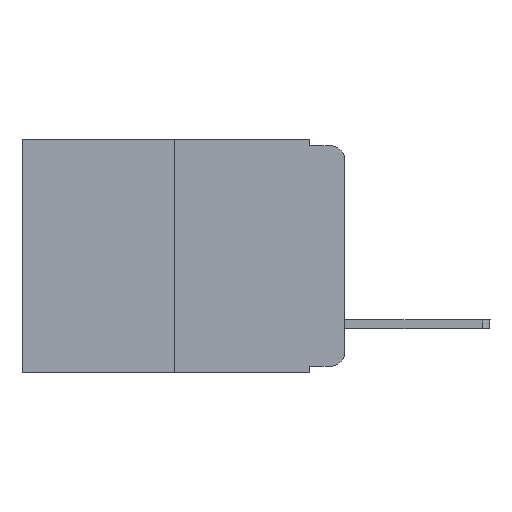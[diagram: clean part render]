
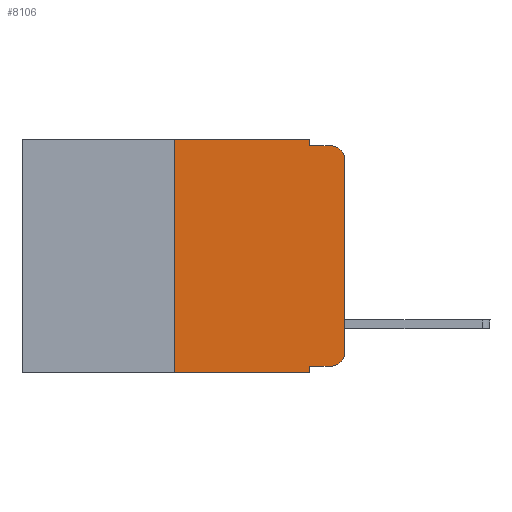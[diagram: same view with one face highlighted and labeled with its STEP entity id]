
A CAD part, left-side view. The second image highlights one B-rep face of the part: STEP entity #8106.
In plain terms, the highlighted planar face has unit normal (-1, 0, 0).
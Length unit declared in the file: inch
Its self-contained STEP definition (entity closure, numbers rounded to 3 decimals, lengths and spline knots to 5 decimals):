
#447 = CARTESIAN_POINT ( 'NONE',  ( 0., 0., -0.313 ) ) ;
#614 = VERTEX_POINT ( 'NONE', #447 ) ;
#684 = CARTESIAN_POINT ( 'NONE',  ( 0., 0.02, -0.03 ) ) ;
#740 = VERTEX_POINT ( 'NONE', #18372 ) ;
#953 = VECTOR ( 'NONE', #11661, 39.37008 ) ;
#1039 = DIRECTION ( 'NONE',  ( -1., 0., 0. ) ) ;
#1089 = EDGE_CURVE ( 'NONE', #10616, #1102, #16252, .T. ) ;
#1102 = VERTEX_POINT ( 'NONE', #13327 ) ;
#1111 = EDGE_CURVE ( 'NONE', #740, #7677, #15383, .T. ) ;
#1213 = CARTESIAN_POINT ( 'NONE',  ( 0., 0.051, 0. ) ) ;
#1305 = CARTESIAN_POINT ( 'NONE',  ( 0., 0.051, -0.333 ) ) ;
#1311 = CARTESIAN_POINT ( 'NONE',  ( 0., 0., -0.03 ) ) ;
#1519 = EDGE_CURVE ( 'NONE', #740, #6198, #2579, .T. ) ;
#1814 = VERTEX_POINT ( 'NONE', #9860 ) ;
#1921 = CARTESIAN_POINT ( 'NONE',  ( 0., 0.02, -0.333 ) ) ;
#2208 = ORIENTED_EDGE ( 'NONE', *, *, #17472, .F. ) ;
#2512 = CARTESIAN_POINT ( 'NONE',  ( 0., 0.02, -0.313 ) ) ;
#2579 = LINE ( 'NONE', #16835, #13524 ) ;
#2952 = FACE_OUTER_BOUND ( 'NONE', #11030, .T. ) ;
#2967 = VERTEX_POINT ( 'NONE', #1311 ) ;
#3423 = DIRECTION ( 'NONE',  ( 0., 0., -1. ) ) ;
#3601 = LINE ( 'NONE', #13042, #19306 ) ;
#3974 = LINE ( 'NONE', #4166, #17619 ) ;
#4166 = CARTESIAN_POINT ( 'NONE',  ( 0., 0.473, 0. ) ) ;
#4327 = LINE ( 'NONE', #1305, #8085 ) ;
#4501 = ORIENTED_EDGE ( 'NONE', *, *, #1111, .T. ) ;
#4955 = CARTESIAN_POINT ( 'NONE',  ( 0., 0.25, 0. ) ) ;
#5203 = VERTEX_POINT ( 'NONE', #20504 ) ;
#5324 = CARTESIAN_POINT ( 'NONE',  ( 0., 0.051, 0. ) ) ;
#5614 = DIRECTION ( 'NONE',  ( 0., -1., 0. ) ) ;
#5722 = DIRECTION ( 'NONE',  ( 0., -1., 0. ) ) ;
#5946 = VECTOR ( 'NONE', #12159, 39.37008 ) ;
#6198 = VERTEX_POINT ( 'NONE', #4955 ) ;
#6612 = EDGE_CURVE ( 'NONE', #1814, #7677, #3601, .T. ) ;
#6640 = CARTESIAN_POINT ( 'NONE',  ( 0., 0.051, -0.343 ) ) ;
#6684 = AXIS2_PLACEMENT_3D ( 'NONE', #684, #7060, #3423 ) ;
#7060 = DIRECTION ( 'NONE',  ( -1., 0., 0. ) ) ;
#7184 = CARTESIAN_POINT ( 'NONE',  ( 0., 0., 0. ) ) ;
#7317 = ORIENTED_EDGE ( 'NONE', *, *, #6612, .F. ) ;
#7374 = ORIENTED_EDGE ( 'NONE', *, *, #1089, .F. ) ;
#7389 = LINE ( 'NONE', #13614, #19443 ) ;
#7677 = VERTEX_POINT ( 'NONE', #6640 ) ;
#8061 = CIRCLE ( 'NONE', #6684, 0.02 ) ;
#8085 = VECTOR ( 'NONE', #13991, 39.37008 ) ;
#8106 = ADVANCED_FACE ( 'NONE', ( #2952 ), #15832, .F. ) ;
#8875 = DIRECTION ( 'NONE',  ( 0., 0., -1. ) ) ;
#9126 = ORIENTED_EDGE ( 'NONE', *, *, #11824, .F. ) ;
#9860 = CARTESIAN_POINT ( 'NONE',  ( 0., 0.051, -0.333 ) ) ;
#10088 = ORIENTED_EDGE ( 'NONE', *, *, #16253, .T. ) ;
#10616 = VERTEX_POINT ( 'NONE', #1213 ) ;
#11030 = EDGE_LOOP ( 'NONE', ( #11810, #15782, #2208, #7374, #9126, #17784, #4501, #7317, #10088, #14838 ) ) ;
#11661 = DIRECTION ( 'NONE',  ( 0., 0., -1. ) ) ;
#11810 = ORIENTED_EDGE ( 'NONE', *, *, #19810, .T. ) ;
#11824 = EDGE_CURVE ( 'NONE', #6198, #10616, #3974, .T. ) ;
#12159 = DIRECTION ( 'NONE',  ( 0., -1., 0. ) ) ;
#12613 = DIRECTION ( 'NONE',  ( 0., 0., -1. ) ) ;
#13042 = CARTESIAN_POINT ( 'NONE',  ( 0., 0.051, 0. ) ) ;
#13327 = CARTESIAN_POINT ( 'NONE',  ( 0., 0.051, -0.01 ) ) ;
#13342 = AXIS2_PLACEMENT_3D ( 'NONE', #2512, #1039, #8875 ) ;
#13524 = VECTOR ( 'NONE', #18218, 39.37008 ) ;
#13614 = CARTESIAN_POINT ( 'NONE',  ( 0., 0.051, -0.01 ) ) ;
#13759 = EDGE_CURVE ( 'NONE', #2967, #5203, #8061, .T. ) ;
#13991 = DIRECTION ( 'NONE',  ( 0., -1., 0. ) ) ;
#14171 = DIRECTION ( 'NONE',  ( 1., 0., 0. ) ) ;
#14210 = VERTEX_POINT ( 'NONE', #1921 ) ;
#14675 = DIRECTION ( 'NONE',  ( 0., 0., 1. ) ) ;
#14775 = EDGE_CURVE ( 'NONE', #14210, #614, #19979, .T. ) ;
#14838 = ORIENTED_EDGE ( 'NONE', *, *, #14775, .T. ) ;
#14970 = LINE ( 'NONE', #7184, #16194 ) ;
#15383 = LINE ( 'NONE', #20072, #5946 ) ;
#15731 = CARTESIAN_POINT ( 'NONE',  ( 0., 0.473, 0. ) ) ;
#15782 = ORIENTED_EDGE ( 'NONE', *, *, #13759, .T. ) ;
#15832 = PLANE ( 'NONE',  #16702 ) ;
#16194 = VECTOR ( 'NONE', #14675, 39.37008 ) ;
#16252 = LINE ( 'NONE', #5324, #953 ) ;
#16253 = EDGE_CURVE ( 'NONE', #1814, #14210, #4327, .T. ) ;
#16702 = AXIS2_PLACEMENT_3D ( 'NONE', #15731, #14171, #12613 ) ;
#16835 = CARTESIAN_POINT ( 'NONE',  ( 0., 0.25, 0. ) ) ;
#17472 = EDGE_CURVE ( 'NONE', #1102, #5203, #7389, .T. ) ;
#17619 = VECTOR ( 'NONE', #5722, 39.37008 ) ;
#17784 = ORIENTED_EDGE ( 'NONE', *, *, #1519, .F. ) ;
#18218 = DIRECTION ( 'NONE',  ( 0., 0., 1. ) ) ;
#18372 = CARTESIAN_POINT ( 'NONE',  ( 0., 0.25, -0.343 ) ) ;
#19306 = VECTOR ( 'NONE', #19408, 39.37008 ) ;
#19408 = DIRECTION ( 'NONE',  ( 0., 0., -1. ) ) ;
#19443 = VECTOR ( 'NONE', #5614, 39.37008 ) ;
#19810 = EDGE_CURVE ( 'NONE', #614, #2967, #14970, .T. ) ;
#19979 = CIRCLE ( 'NONE', #13342, 0.02 ) ;
#20072 = CARTESIAN_POINT ( 'NONE',  ( 0., 0.473, -0.343 ) ) ;
#20504 = CARTESIAN_POINT ( 'NONE',  ( 0., 0.02, -0.01 ) ) ;
